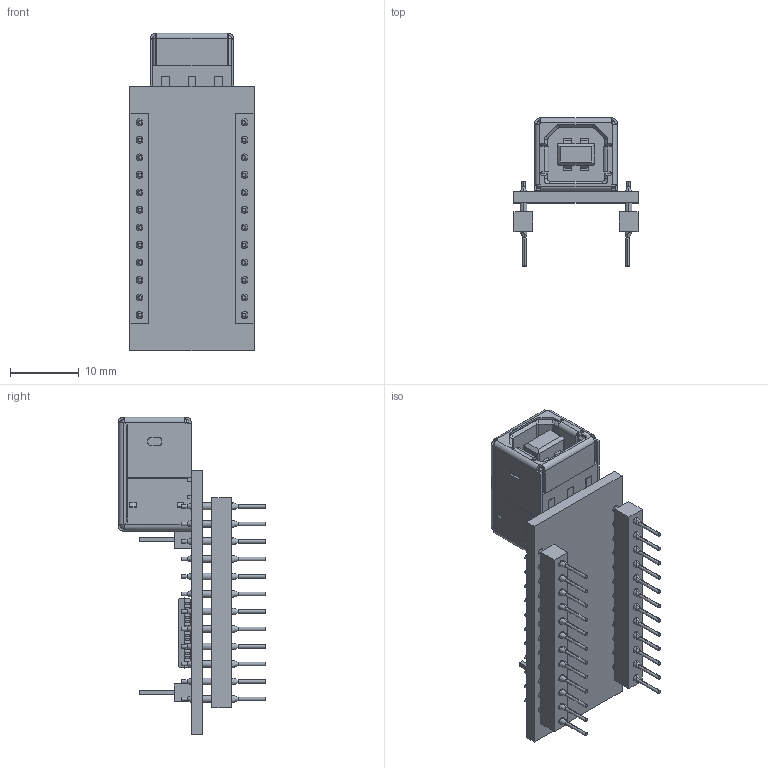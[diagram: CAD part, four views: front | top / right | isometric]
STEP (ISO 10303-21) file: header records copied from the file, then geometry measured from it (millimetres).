
FILE_DESCRIPTION (( 'STEP AP214' ), '1' );
FILE_NAME ('UM232R.STEP', '2022-09-14T08:09:37', ( '' ), ( '' ), 'SwSTEP 2.0', 'SolidWorks 2017', '' );
FILE_SCHEMA (( 'AUTOMOTIVE_DESIGN' ));
Length unit declared in the file: millimetre
Products named in the file (1): UM232R
Bounding box: 18 x 21.45 x 46.05 mm (x, y, z)
Volume: 3446.3 mm3; surface area: 6734.1 mm2
Topology: 76 solids, 76 shells, 1356 faces, 3382 edges, 2176 vertices
Faces by surface type: plane 789, cylinder 459, cone 102, bspline 4, sphere 2
Entity records: 45030 total; most frequent: CARTESIAN_POINT 8001, DIRECTION 6826, ORIENTED_EDGE 6752, EDGE_CURVE 3376, LINE 2304, VECTOR 2304, AXIS2_PLACEMENT_3D 2261, VERTEX_POINT 2176
